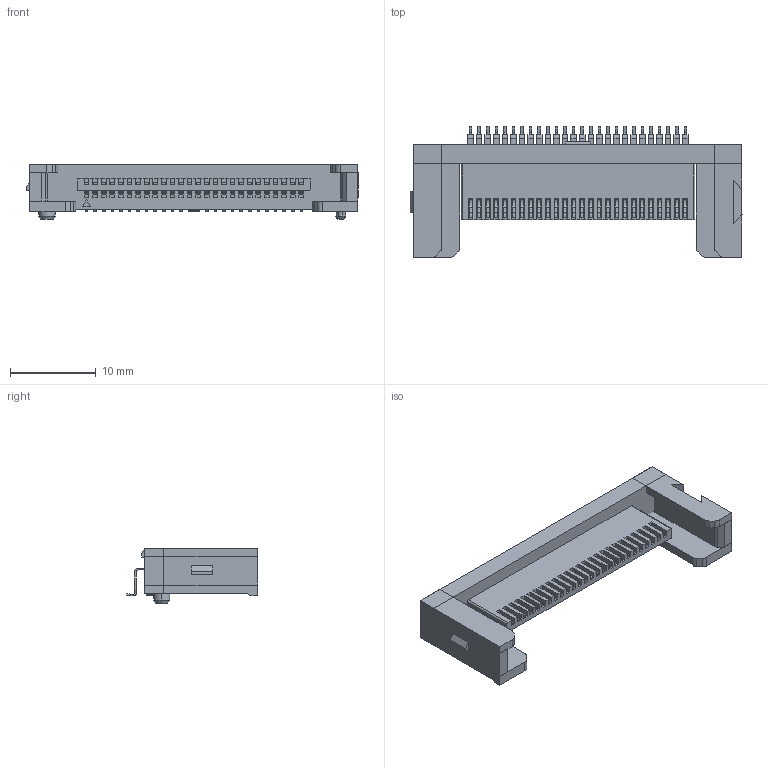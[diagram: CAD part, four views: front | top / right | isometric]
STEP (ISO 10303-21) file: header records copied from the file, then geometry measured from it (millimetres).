
FILE_DESCRIPTION((''),'2;1');
FILE_NAME('FCI_10058937-100ABTLF.stp','2013-01-09T10:40:43',(''),(''),'Mechanical Desktop 2011','Mechanical Desktop 2011',', , ');
FILE_SCHEMA(('AUTOMOTIVE_DESIGN { 1 2 10303 214 1 1 1 1 }'));
Length unit declared in the file: millimetre
Products named in the file (1): Product
Bounding box: 38.65 x 15.25 x 6.4 mm (x, y, z)
Volume: 938.8 mm3; surface area: 2929.7 mm2
Topology: 67 solids, 67 shells, 1703 faces, 4630 edges, 3012 vertices
Faces by surface type: plane 1307, cylinder 339, bspline 45, cone 12
Entity records: 53277 total; most frequent: CARTESIAN_POINT 9621, ORIENTED_EDGE 9260, DIRECTION 8662, EDGE_CURVE 4630, VECTOR 3916, LINE 3916, VERTEX_POINT 3012, AXIS2_PLACEMENT_3D 2373
